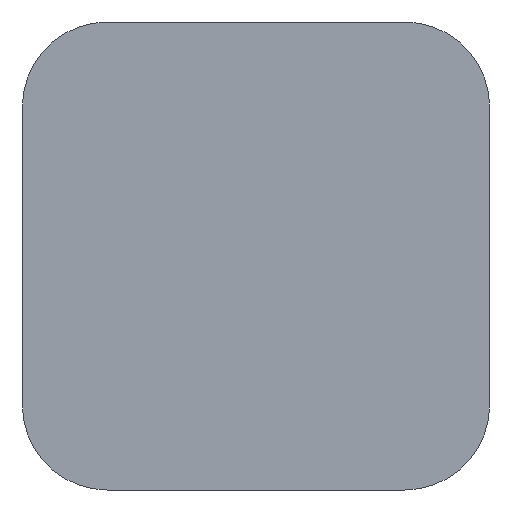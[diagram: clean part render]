
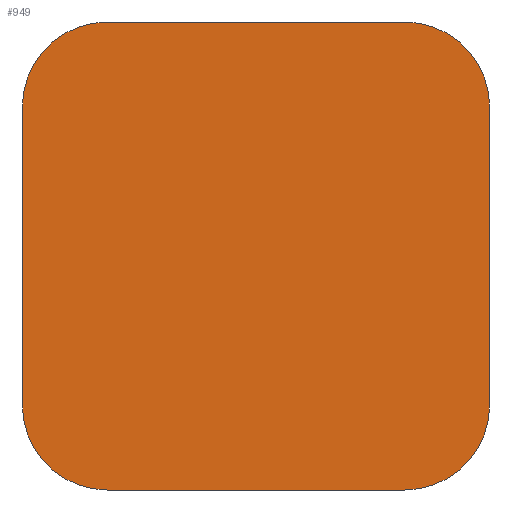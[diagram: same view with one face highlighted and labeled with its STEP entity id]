
A CAD part, front view. The second image highlights one B-rep face of the part: STEP entity #949.
In plain terms, the highlighted planar face has unit normal (0, -1, 0).
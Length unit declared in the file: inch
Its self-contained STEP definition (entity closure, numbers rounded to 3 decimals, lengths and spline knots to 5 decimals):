
#39=PLANE('',#1025);
#59=FACE_OUTER_BOUND('',#107,.T.);
#107=EDGE_LOOP('',(#661,#662,#663,#664,#665,#666,#667,#668));
#166=LINE('',#1468,#232);
#173=LINE('',#1492,#239);
#175=LINE('',#1498,#241);
#177=LINE('',#1504,#243);
#232=VECTOR('',#1147,0.3937);
#239=VECTOR('',#1170,0.3937);
#241=VECTOR('',#1178,0.3937);
#243=VECTOR('',#1186,0.3937);
#294=CIRCLE('',#1008,1.5748);
#300=CIRCLE('',#1017,1.5748);
#301=CIRCLE('',#1020,1.5748);
#302=CIRCLE('',#1023,1.5748);
#373=VERTEX_POINT('',#1455);
#374=VERTEX_POINT('',#1456);
#378=VERTEX_POINT('',#1466);
#385=VERTEX_POINT('',#1484);
#386=VERTEX_POINT('',#1485);
#387=VERTEX_POINT('',#1490);
#388=VERTEX_POINT('',#1494);
#389=VERTEX_POINT('',#1500);
#475=EDGE_CURVE('',#373,#374,#294,.T.);
#481=EDGE_CURVE('',#373,#378,#166,.T.);
#489=EDGE_CURVE('',#385,#386,#300,.T.);
#493=EDGE_CURVE('',#385,#387,#173,.T.);
#494=EDGE_CURVE('',#388,#387,#301,.T.);
#496=EDGE_CURVE('',#388,#374,#175,.T.);
#497=EDGE_CURVE('',#389,#378,#302,.T.);
#499=EDGE_CURVE('',#389,#386,#177,.T.);
#661=ORIENTED_EDGE('',*,*,#475,.F.);
#662=ORIENTED_EDGE('',*,*,#481,.T.);
#663=ORIENTED_EDGE('',*,*,#497,.F.);
#664=ORIENTED_EDGE('',*,*,#499,.T.);
#665=ORIENTED_EDGE('',*,*,#489,.F.);
#666=ORIENTED_EDGE('',*,*,#493,.T.);
#667=ORIENTED_EDGE('',*,*,#494,.F.);
#668=ORIENTED_EDGE('',*,*,#496,.T.);
#949=ADVANCED_FACE('',(#59),#39,.T.);
#1008=AXIS2_PLACEMENT_3D('',#1457,#1137,#1138);
#1017=AXIS2_PLACEMENT_3D('',#1486,#1163,#1164);
#1020=AXIS2_PLACEMENT_3D('',#1495,#1173,#1174);
#1023=AXIS2_PLACEMENT_3D('',#1501,#1181,#1182);
#1025=AXIS2_PLACEMENT_3D('',#1505,#1187,#1188);
#1137=DIRECTION('center_axis',(0.,1.,0.));
#1138=DIRECTION('ref_axis',(0.707,0.,-0.707));
#1147=DIRECTION('',(0.,0.,1.));
#1163=DIRECTION('center_axis',(0.,1.,0.));
#1164=DIRECTION('ref_axis',(-0.707,0.,0.707));
#1170=DIRECTION('',(0.,0.,-1.));
#1173=DIRECTION('center_axis',(0.,1.,0.));
#1174=DIRECTION('ref_axis',(-0.707,0.,-0.707));
#1178=DIRECTION('',(1.,0.,0.));
#1181=DIRECTION('center_axis',(0.,1.,0.));
#1182=DIRECTION('ref_axis',(0.707,0.,0.707));
#1186=DIRECTION('',(-1.,0.,0.));
#1187=DIRECTION('center_axis',(0.,-1.,0.));
#1188=DIRECTION('ref_axis',(0.,0.,-1.));
#1455=CARTESIAN_POINT('',(17.47644,18.38128,5.23878));
#1456=CARTESIAN_POINT('',(15.90164,18.38128,3.66398));
#1457=CARTESIAN_POINT('Origin',(15.90164,18.38128,5.23878));
#1466=CARTESIAN_POINT('',(17.47644,18.38128,10.74075));
#1468=CARTESIAN_POINT('',(17.47644,18.38128,3.66398));
#1484=CARTESIAN_POINT('',(8.83471,18.38128,10.74075));
#1485=CARTESIAN_POINT('',(10.40951,18.38128,12.31555));
#1486=CARTESIAN_POINT('Origin',(10.40951,18.38128,10.74075));
#1490=CARTESIAN_POINT('',(8.83471,18.38128,5.23878));
#1492=CARTESIAN_POINT('',(8.83471,18.38128,12.31555));
#1494=CARTESIAN_POINT('',(10.40951,18.38128,3.66398));
#1495=CARTESIAN_POINT('Origin',(10.40951,18.38128,5.23878));
#1498=CARTESIAN_POINT('',(8.83471,18.38128,3.66398));
#1500=CARTESIAN_POINT('',(15.90164,18.38128,12.31555));
#1501=CARTESIAN_POINT('Origin',(15.90164,18.38128,10.74075));
#1504=CARTESIAN_POINT('',(17.47644,18.38128,12.31555));
#1505=CARTESIAN_POINT('Origin',(13.15558,18.38128,7.98977));
